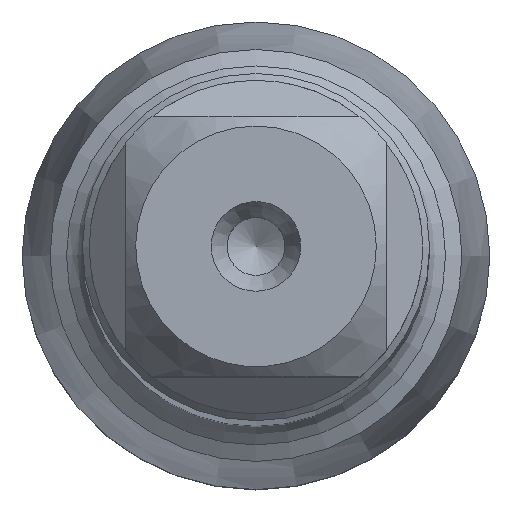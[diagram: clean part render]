
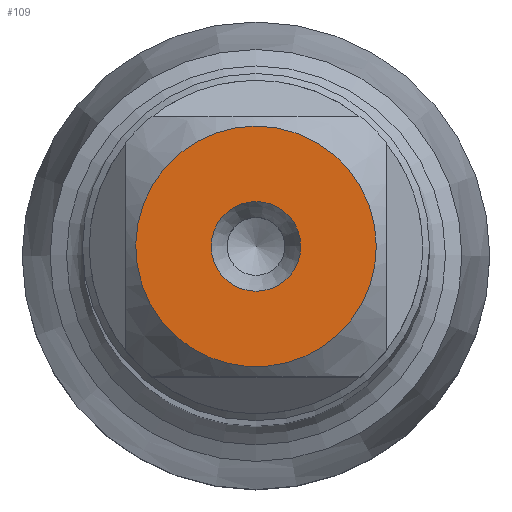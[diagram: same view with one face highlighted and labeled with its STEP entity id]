
A CAD part, top view. The second image highlights one B-rep face of the part: STEP entity #109.
In plain terms, the highlighted planar face has unit normal (0, 0, 1).
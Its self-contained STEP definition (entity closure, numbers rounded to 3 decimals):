
#54=PLANE('',#491);
#109=ADVANCED_FACE('',(#156,#157),#54,.F.);
#156=FACE_BOUND('',#196,.T.);
#157=FACE_BOUND('',#197,.T.);
#196=EDGE_LOOP('',(#266));
#197=EDGE_LOOP('',(#267));
#266=ORIENTED_EDGE('',*,*,#381,.T.);
#267=ORIENTED_EDGE('',*,*,#353,.T.);
#316=VERTEX_POINT('',#697);
#340=VERTEX_POINT('',#776);
#353=EDGE_CURVE('',#316,#316,#396,.T.);
#381=EDGE_CURVE('',#340,#340,#408,.T.);
#396=CIRCLE('',#467,4.16);
#408=CIRCLE('',#490,1.55);
#467=AXIS2_PLACEMENT_3D('',#696,#532,#533);
#490=AXIS2_PLACEMENT_3D('',#775,#586,#587);
#491=AXIS2_PLACEMENT_3D('',#777,#588,#589);
#532=DIRECTION('',(0.,0.,1.));
#533=DIRECTION('',(1.,0.,0.));
#586=DIRECTION('',(0.,0.,-1.));
#587=DIRECTION('',(-1.,0.,0.));
#588=DIRECTION('',(0.,0.,-1.));
#589=DIRECTION('',(-1.,0.,0.));
#696=CARTESIAN_POINT('',(0.,0.,0.));
#697=CARTESIAN_POINT('',(4.16,0.,0.));
#775=CARTESIAN_POINT('',(0.,0.,0.));
#776=CARTESIAN_POINT('',(-1.55,0.,0.));
#777=CARTESIAN_POINT('',(6.2,0.,0.));
